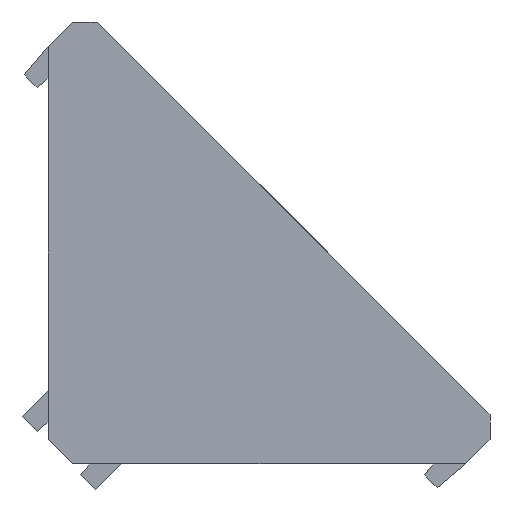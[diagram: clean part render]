
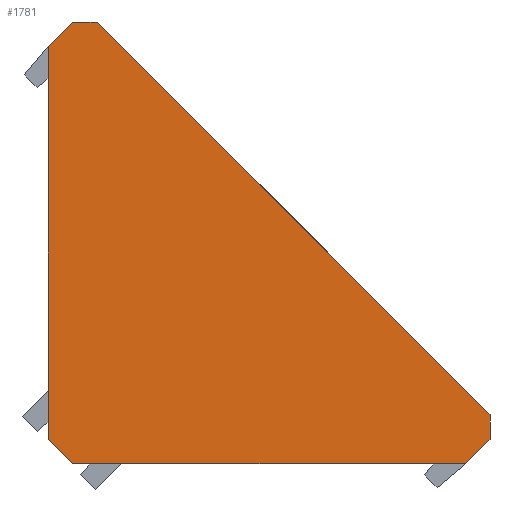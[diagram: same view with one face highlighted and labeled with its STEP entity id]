
A CAD part, front view. The second image highlights one B-rep face of the part: STEP entity #1781.
In plain terms, the highlighted planar face has unit normal (0, -1, 0).
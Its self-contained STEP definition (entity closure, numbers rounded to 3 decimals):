
#328=ORIENTED_EDGE('',*,*,#676,.T.);
#329=ORIENTED_EDGE('',*,*,#727,.T.);
#330=ORIENTED_EDGE('',*,*,#547,.T.);
#331=ORIENTED_EDGE('',*,*,#565,.T.);
#332=ORIENTED_EDGE('',*,*,#539,.T.);
#333=ORIENTED_EDGE('',*,*,#646,.T.);
#334=ORIENTED_EDGE('',*,*,#661,.T.);
#335=ORIENTED_EDGE('',*,*,#524,.T.);
#524=EDGE_CURVE('',#776,#775,#937,.T.);
#539=EDGE_CURVE('',#790,#789,#952,.T.);
#547=EDGE_CURVE('',#797,#798,#960,.T.);
#565=EDGE_CURVE('',#798,#790,#978,.T.);
#646=EDGE_CURVE('',#789,#875,#1059,.T.);
#661=EDGE_CURVE('',#875,#776,#1074,.T.);
#676=EDGE_CURVE('',#775,#894,#1089,.T.);
#727=EDGE_CURVE('',#894,#797,#1140,.F.);
#775=VERTEX_POINT('',#2381);
#776=VERTEX_POINT('',#2383);
#789=VERTEX_POINT('',#2412);
#790=VERTEX_POINT('',#2414);
#797=VERTEX_POINT('',#2430);
#798=VERTEX_POINT('',#2431);
#875=VERTEX_POINT('',#2625);
#894=VERTEX_POINT('',#2681);
#937=LINE('',#2382,#1188);
#952=LINE('',#2413,#1203);
#960=LINE('',#2429,#1211);
#978=LINE('',#2465,#1229);
#1059=LINE('',#2626,#1310);
#1074=LINE('',#2654,#1325);
#1089=LINE('',#2682,#1340);
#1140=LINE('',#2776,#1391);
#1188=VECTOR('',#1940,1000.);
#1203=VECTOR('',#1959,1000.);
#1211=VECTOR('',#1969,1000.);
#1229=VECTOR('',#1991,1000.);
#1310=VECTOR('',#2106,1000.);
#1325=VECTOR('',#2131,1000.);
#1340=VECTOR('',#2150,1000.);
#1391=VECTOR('',#2239,1000.);
#1492=EDGE_LOOP('',(#328,#329,#330,#331,#332,#333,#334,#335));
#1593=FACE_BOUND('',#1492,.T.);
#1687=PLANE('',#1888);
#1781=ADVANCED_FACE('',(#1593),#1687,.F.);
#1888=AXIS2_PLACEMENT_3D('',#2775,#2237,#2238);
#1940=DIRECTION('',(-0.707,0.,-0.707));
#1959=DIRECTION('',(0.,0.,1.));
#1969=DIRECTION('',(1.,0.,0.));
#1991=DIRECTION('',(0.707,0.,0.707));
#2106=DIRECTION('',(-0.707,0.,0.707));
#2131=DIRECTION('',(-1.,0.,0.));
#2150=DIRECTION('',(0.,0.,-1.));
#2237=DIRECTION('',(0.,1.,0.));
#2238=DIRECTION('',(0.,0.,1.));
#2239=DIRECTION('',(-0.707,0.,0.707));
#2381=CARTESIAN_POINT('',(22.145,56.269,24.5));
#2382=CARTESIAN_POINT('',(22.145,56.269,24.5));
#2383=CARTESIAN_POINT('',(23.145,56.269,25.5));
#2412=CARTESIAN_POINT('',(40.145,56.269,9.5));
#2413=CARTESIAN_POINT('',(40.145,56.269,9.5));
#2414=CARTESIAN_POINT('',(40.145,56.269,8.5));
#2429=CARTESIAN_POINT('',(39.145,56.269,7.5));
#2430=CARTESIAN_POINT('',(23.145,56.269,7.5));
#2431=CARTESIAN_POINT('',(39.145,56.269,7.5));
#2465=CARTESIAN_POINT('',(40.145,56.269,8.5));
#2625=CARTESIAN_POINT('',(24.145,56.269,25.5));
#2626=CARTESIAN_POINT('',(24.145,56.269,25.5));
#2654=CARTESIAN_POINT('',(23.145,56.269,25.5));
#2681=CARTESIAN_POINT('',(22.145,56.269,8.5));
#2682=CARTESIAN_POINT('',(22.145,56.269,7.5));
#2775=CARTESIAN_POINT('',(40.645,56.269,9.));
#2776=CARTESIAN_POINT('',(23.145,56.269,7.5));
